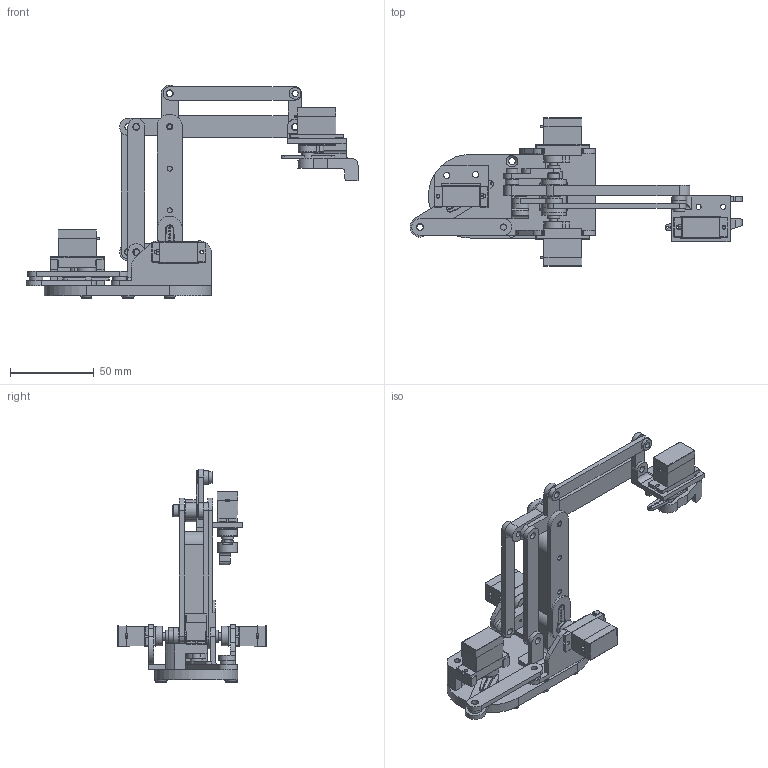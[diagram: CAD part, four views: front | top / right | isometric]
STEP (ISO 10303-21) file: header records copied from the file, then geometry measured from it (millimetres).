
FILE_DESCRIPTION(/* description */ (''),/* implementation_level */ '2;1');
FILE_NAME(/* name */ 'small arm v25.step',/* time_stamp */ '2022-03-20T13:51:32+00:00',/* author */ (''),/* organization */ (''),/* preprocessor_version */ 'ST-DEVELOPER v18.1',/* originating_system */ 'Autodesk Translation Framework v10.13.0.1454',/* authorisation */ '');
FILE_SCHEMA (('AUTOMOTIVE_DESIGN { 1 0 10303 214 3 1 1 }'));
Length unit declared in the file: millimetre
Products named in the file (28): small arm; shoulder; arm1; arm 1 servo; horn(Mirror); arm2; arm2 linkage; servo horn; link; MicroServo9g; horn; hand; hand linkage; pivot; top link; back link; screws; 90128A216_Zinc-Plated Alloy Steel Socket Head Screw; 90128A216_Zinc-Plated Alloy Steel Socket Head Screw (1); base; Arm; Link_1; base (1); arm 1 servo (1); horn(Mirror) (1); gripper; arm 1 servo (2); horn(Mirror) (2)
Assembly tree (27 placements, depth 5):
  small arm
    shoulder
    arm1
      arm 1 servo
        horn(Mirror)
    arm2
      arm2 linkage
        servo horn
        link
        MicroServo9g
          horn
    hand
      hand linkage
        pivot
        top link
        back link
    screws
      90128A216_Zinc-Plated Alloy Steel Socket Head Screw
      90128A216_Zinc-Plated Alloy Steel Socket Head Screw (1)
    base
      Arm
      Link_1
      base (1)
      arm 1 servo (1)
        horn(Mirror) (1)
    gripper
      arm 1 servo (2)
        horn(Mirror) (2)
Bounding box: 198.67 x 88.94 x 128 mm (x, y, z)
Volume: 121729.9 mm3; surface area: 68726 mm2
Topology: 42 solids, 42 shells, 1021 faces, 2454 edges, 1544 vertices
Faces by surface type: cylinder 526, plane 393, sphere 64, cone 20, torus 14, bspline 4
Full cylindrical faces by diameter (mm): 1 x40, 1.5 x1, 1.6 x2, 1.7 x10, 1.8 x9, 3 x8, 3.091 x54, 3.7 x17, 4 x56, 4.2 x16, 4.6 x8, 4.85 x4, 6 x5, 7 x9, 7.16 x4, 7.76 x1, 8 x6
Entity records: 42015 total; most frequent: CARTESIAN_POINT 16939, DIRECTION 5162, ORIENTED_EDGE 4908, EDGE_CURVE 2454, AXIS2_PLACEMENT_3D 1947, VERTEX_POINT 1544, LINE 1268, VECTOR 1268
